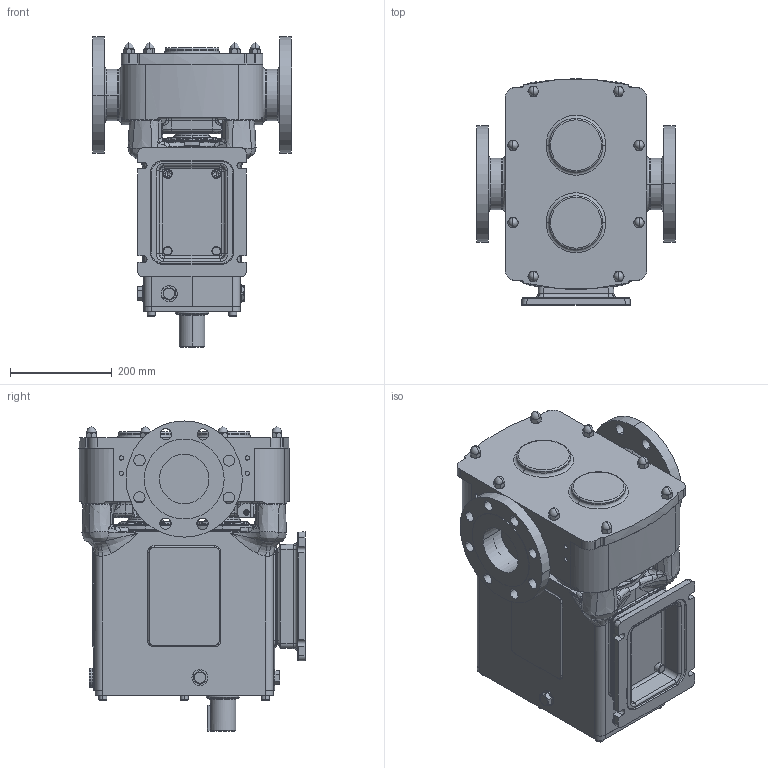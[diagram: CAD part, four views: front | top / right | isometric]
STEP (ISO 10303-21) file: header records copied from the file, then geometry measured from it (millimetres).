
FILE_DESCRIPTION (( 'STEP AP214' ), '1' );
FILE_NAME ('GA4061.STEP', '2024-11-06T21:07:14', ( '' ), ( '' ), 'SwSTEP 2.0', 'SolidWorks 2023', '' );
FILE_SCHEMA (( 'AUTOMOTIVE_DESIGN' ));
Length unit declared in the file: millimetre
Products named in the file (3): Copy of R2600 CPP H BSD^GA4061; GA4061; Copy of Z94-5301-66 - 4 INCH ASA 150^GA4061
Assembly tree (3 placements, depth 2):
  GA4061
    Copy of R2600 CPP H BSD^GA4061
    Copy of Z94-5301-66 - 4 INCH ASA 150^GA4061  x2
Bounding box: 393 x 444.75 x 610.3 mm (x, y, z)
Volume: 42380970.2 mm3; surface area: 1385746.8 mm2
Topology: 3 solids, 3 shells, 1592 faces, 3861 edges, 2299 vertices
Faces by surface type: plane 449, cylinder 436, bspline 335, cone 219, torus 96, sphere 57
Entity records: 61107 total; most frequent: CARTESIAN_POINT 27450, ORIENTED_EDGE 7426, DIRECTION 6588, EDGE_CURVE 3713, AXIS2_PLACEMENT_3D 2681, VERTEX_POINT 2249, EDGE_LOOP 1708, FACE_OUTER_BOUND 1562
